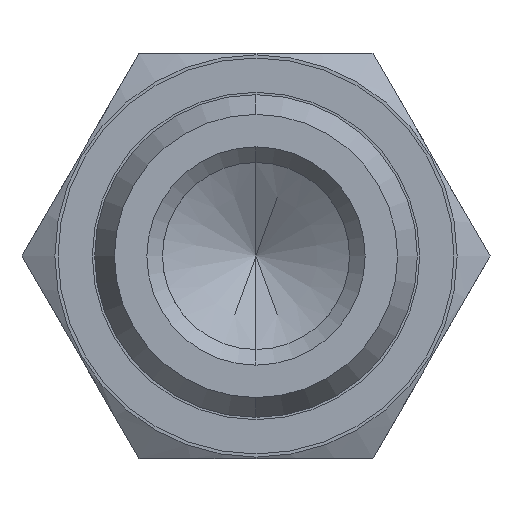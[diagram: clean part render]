
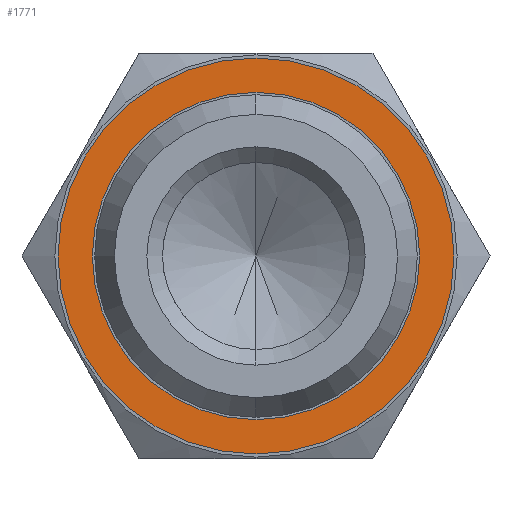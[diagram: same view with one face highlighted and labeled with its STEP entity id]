
A CAD part, front view. The second image highlights one B-rep face of the part: STEP entity #1771.
In plain terms, the highlighted planar face has unit normal (0, -1, 0).
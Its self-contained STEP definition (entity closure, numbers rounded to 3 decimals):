
#527 = PLANE ( 'NONE',  #581 ) ;
#528 = FACE_BOUND ( 'NONE', #1770, .T. ) ;
#529 = FACE_OUTER_BOUND ( 'NONE', #1769, .T. ) ;
#576 = CARTESIAN_POINT ( 'NONE',  ( 0., 0., 0. ) ) ;
#577 = CIRCLE ( 'NONE', #591, 12.7 ) ;
#578 = DIRECTION ( 'NONE',  ( 0., 0., -1. ) ) ;
#579 = DIRECTION ( 'NONE',  ( 0., -1., 0. ) ) ;
#580 = CARTESIAN_POINT ( 'NONE',  ( 10.5, 0., 0. ) ) ;
#581 = AXIS2_PLACEMENT_3D ( 'NONE', #580, #579, #578 ) ;
#583 = DIRECTION ( 'NONE',  ( 0., 0., -1. ) ) ;
#584 = DIRECTION ( 'NONE',  ( 0., -1., 0. ) ) ;
#585 = CARTESIAN_POINT ( 'NONE',  ( 0., 0., 0. ) ) ;
#586 = AXIS2_PLACEMENT_3D ( 'NONE', #585, #584, #583 ) ;
#587 = CIRCLE ( 'NONE', #586, 12.7 ) ;
#588 = CARTESIAN_POINT ( 'NONE',  ( 0., 0., -12.7 ) ) ;
#589 = DIRECTION ( 'NONE',  ( 0., 0., -1. ) ) ;
#590 = DIRECTION ( 'NONE',  ( 0., -1., 0. ) ) ;
#591 = AXIS2_PLACEMENT_3D ( 'NONE', #576, #590, #589 ) ;
#656 = CARTESIAN_POINT ( 'NONE',  ( 0., 0., 12.7 ) ) ;
#823 = DIRECTION ( 'NONE',  ( 0., 0., -1. ) ) ;
#824 = DIRECTION ( 'NONE',  ( 0., -1., 0. ) ) ;
#825 = CARTESIAN_POINT ( 'NONE',  ( 0., 0., 0. ) ) ;
#826 = AXIS2_PLACEMENT_3D ( 'NONE', #825, #824, #823 ) ;
#827 = CIRCLE ( 'NONE', #826, 10.5 ) ;
#877 = CARTESIAN_POINT ( 'NONE',  ( 0., 0., -10.5 ) ) ;
#878 = DIRECTION ( 'NONE',  ( 0., 0., -1. ) ) ;
#879 = DIRECTION ( 'NONE',  ( 0., -1., 0. ) ) ;
#880 = CARTESIAN_POINT ( 'NONE',  ( 0., 0., 0. ) ) ;
#881 = AXIS2_PLACEMENT_3D ( 'NONE', #880, #879, #878 ) ;
#882 = CIRCLE ( 'NONE', #881, 10.5 ) ;
#883 = CARTESIAN_POINT ( 'NONE',  ( 0., 0., 10.5 ) ) ;
#1766 = ORIENTED_EDGE ( 'NONE', *, *, #1772, .T. ) ;
#1767 = ORIENTED_EDGE ( 'NONE', *, *, #1773, .T. ) ;
#1769 = EDGE_LOOP ( 'NONE', ( #1767, #1766 ) ) ;
#1770 = EDGE_LOOP ( 'NONE', ( #1886, #1895 ) ) ;
#1771 = ADVANCED_FACE ( 'NONE', ( #529, #528 ), #527, .T. ) ;
#1772 = EDGE_CURVE ( 'NONE', #1783, #1775, #577, .T. ) ;
#1773 = EDGE_CURVE ( 'NONE', #1775, #1783, #587, .T. ) ;
#1775 = VERTEX_POINT ( 'NONE', #588 ) ;
#1783 = VERTEX_POINT ( 'NONE', #656 ) ;
#1886 = ORIENTED_EDGE ( 'NONE', *, *, #1891, .F. ) ;
#1891 = EDGE_CURVE ( 'NONE', #1902, #1899, #827, .T. ) ;
#1895 = ORIENTED_EDGE ( 'NONE', *, *, #1901, .F. ) ;
#1899 = VERTEX_POINT ( 'NONE', #883 ) ;
#1901 = EDGE_CURVE ( 'NONE', #1899, #1902, #882, .T. ) ;
#1902 = VERTEX_POINT ( 'NONE', #877 ) ;
